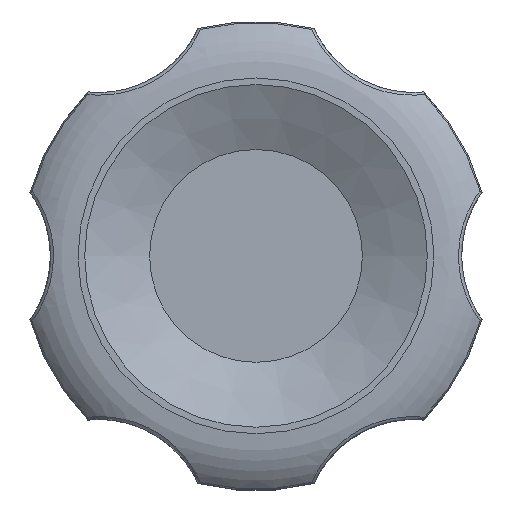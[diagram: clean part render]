
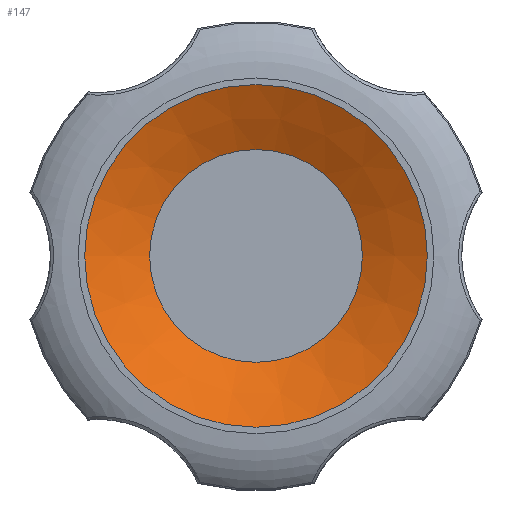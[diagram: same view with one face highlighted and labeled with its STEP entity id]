
A CAD part, top view. The second image highlights one B-rep face of the part: STEP entity #147.
In plain terms, the highlighted conical face has half-angle 64.269 degrees and reference radius 10.95 mm.
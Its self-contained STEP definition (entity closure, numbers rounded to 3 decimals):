
#147 = ADVANCED_FACE( '', ( #317, #318 ), #319, .F. );
#317 = FACE_BOUND( '', #2103, .T. );
#318 = FACE_OUTER_BOUND( '', #2104, .T. );
#319 = CONICAL_SURFACE( '', #2105, 10.95, 1.122 );
#2103 = EDGE_LOOP( '', ( #3556 ) );
#2104 = EDGE_LOOP( '', ( #3557 ) );
#2105 = AXIS2_PLACEMENT_3D( '', #3558, #3559, #3560 );
#3556 = ORIENTED_EDGE( '', *, *, #3797, .F. );
#3557 = ORIENTED_EDGE( '', *, *, #3819, .T. );
#3558 = CARTESIAN_POINT( '', ( 0., 0., 24. ) );
#3559 = DIRECTION( '', ( 0., 0., 1. ) );
#3560 = DIRECTION( '', ( 1., 0., 0. ) );
#3797 = EDGE_CURVE( '', #4028, #4028, #4029, .T. );
#3819 = EDGE_CURVE( '', #4064, #4064, #4065, .T. );
#4028 = VERTEX_POINT( '', #5229 );
#4029 = CIRCLE( '', #5230, 6.8 );
#4064 = VERTEX_POINT( '', #5563 );
#4065 = CIRCLE( '', #5564, 10.95 );
#5229 = CARTESIAN_POINT( '', ( 6.8, 0., 22. ) );
#5230 = AXIS2_PLACEMENT_3D( '', #6535, #6536, #6537 );
#5563 = CARTESIAN_POINT( '', ( 10.95, 0., 24. ) );
#5564 = AXIS2_PLACEMENT_3D( '', #6548, #6549, #6550 );
#6535 = CARTESIAN_POINT( '', ( 0., 0., 22. ) );
#6536 = DIRECTION( '', ( 0., 0., 1. ) );
#6537 = DIRECTION( '', ( 1., 0., 0. ) );
#6548 = CARTESIAN_POINT( '', ( 0., 0., 24. ) );
#6549 = DIRECTION( '', ( 0., 0., 1. ) );
#6550 = DIRECTION( '', ( 1., 0., 0. ) );
